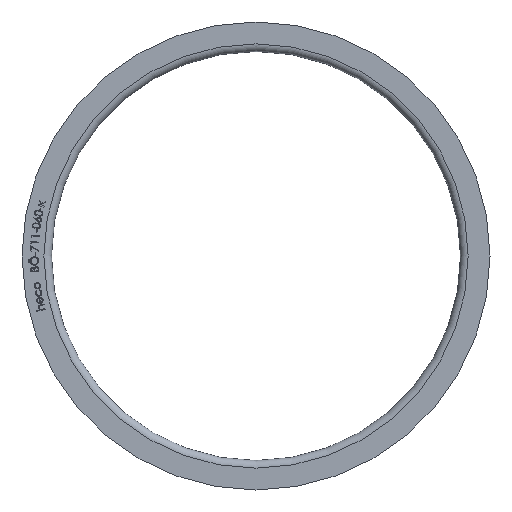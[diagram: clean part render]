
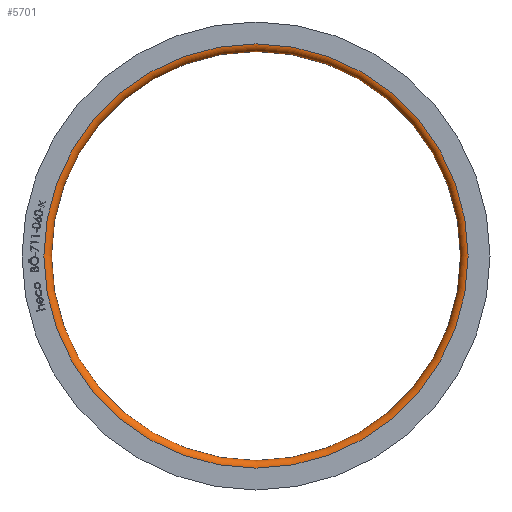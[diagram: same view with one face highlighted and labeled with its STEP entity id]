
A CAD part, left-side view. The second image highlights one B-rep face of the part: STEP entity #5701.
In plain terms, the highlighted toroidal (fillet/blend) face has major radius 362.6 mm and minor radius 13 mm.
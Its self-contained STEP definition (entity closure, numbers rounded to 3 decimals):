
#27 = EDGE_CURVE ( 'NONE', #9228, #9228, #12954, .T. ) ;
#266 = DIRECTION ( 'NONE',  ( -1., 0., 0. ) ) ;
#360 = AXIS2_PLACEMENT_3D ( 'NONE', #1570, #5592, #758 ) ;
#758 = DIRECTION ( 'NONE',  ( 0., 0., 1. ) ) ;
#1570 = CARTESIAN_POINT ( 'NONE',  ( 13., 0., 0. ) ) ;
#2144 = CARTESIAN_POINT ( 'NONE',  ( 0., 0., 362.6 ) ) ;
#2647 = FACE_OUTER_BOUND ( 'NONE', #13006, .T. ) ;
#2711 = AXIS2_PLACEMENT_3D ( 'NONE', #8789, #8856, #7835 ) ;
#3283 = CARTESIAN_POINT ( 'NONE',  ( 0., 0., 0. ) ) ;
#4132 = ORIENTED_EDGE ( 'NONE', *, *, #27, .F. ) ;
#4361 = DIRECTION ( 'NONE',  ( 0., 0., 1. ) ) ;
#5074 = AXIS2_PLACEMENT_3D ( 'NONE', #3283, #266, #4361 ) ;
#5502 = TOROIDAL_SURFACE ( 'NONE', #360, 362.6, 13. ) ;
#5592 = DIRECTION ( 'NONE',  ( -1., 0., 0. ) ) ;
#5701 = ADVANCED_FACE ( 'NONE', ( #9666, #2647 ), #5502, .T. ) ;
#5800 = EDGE_CURVE ( 'NONE', #11302, #11302, #8445, .T. ) ;
#7598 = EDGE_LOOP ( 'NONE', ( #4132 ) ) ;
#7835 = DIRECTION ( 'NONE',  ( 0., 0., 1. ) ) ;
#8445 = CIRCLE ( 'NONE', #5074, 362.6 ) ;
#8789 = CARTESIAN_POINT ( 'NONE',  ( 13., 0., 0. ) ) ;
#8856 = DIRECTION ( 'NONE',  ( -1., 0., 0. ) ) ;
#9228 = VERTEX_POINT ( 'NONE', #13064 ) ;
#9507 = ORIENTED_EDGE ( 'NONE', *, *, #5800, .T. ) ;
#9666 = FACE_OUTER_BOUND ( 'NONE', #7598, .T. ) ;
#11302 = VERTEX_POINT ( 'NONE', #2144 ) ;
#12954 = CIRCLE ( 'NONE', #2711, 349.6 ) ;
#13006 = EDGE_LOOP ( 'NONE', ( #9507 ) ) ;
#13064 = CARTESIAN_POINT ( 'NONE',  ( 13., 0., 349.6 ) ) ;
